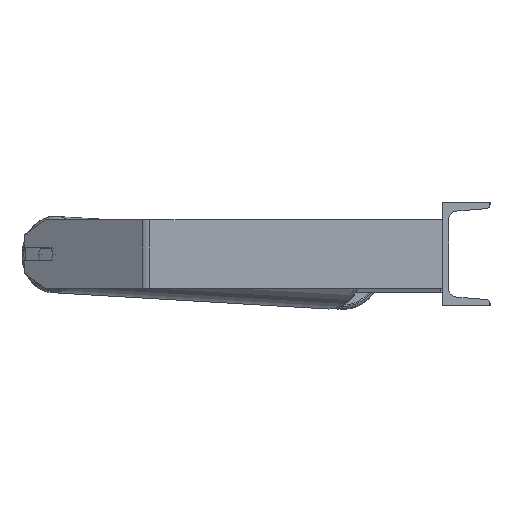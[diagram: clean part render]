
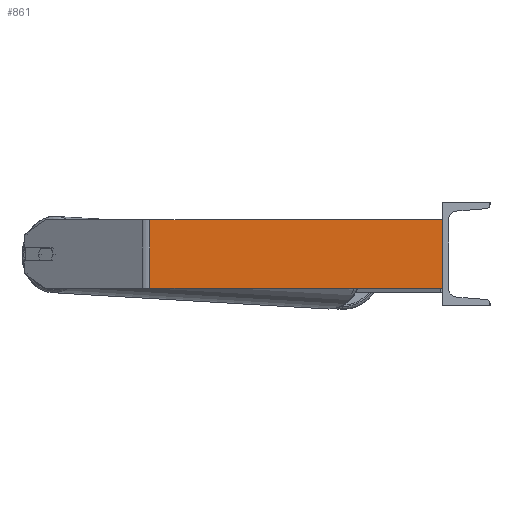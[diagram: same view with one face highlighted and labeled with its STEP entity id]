
A CAD part, left-side view. The second image highlights one B-rep face of the part: STEP entity #861.
In plain terms, the highlighted planar face has unit normal (-1, 0, 0).
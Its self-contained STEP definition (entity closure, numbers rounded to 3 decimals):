
#328 = VECTOR ( 'NONE', #8134, 1000. ) ;
#342 = FACE_OUTER_BOUND ( 'NONE', #7175, .T. ) ;
#375 = CARTESIAN_POINT ( 'NONE',  ( -885., 346.058, -40. ) ) ;
#651 = VERTEX_POINT ( 'NONE', #3386 ) ;
#655 = CARTESIAN_POINT ( 'NONE',  ( -885., 346.058, 40. ) ) ;
#861 = ADVANCED_FACE ( 'NONE', ( #342 ), #5899, .F. ) ;
#1087 = EDGE_CURVE ( 'NONE', #9002, #4835, #3507, .T. ) ;
#1131 = LINE ( 'NONE', #4634, #4240 ) ;
#1285 = EDGE_CURVE ( 'NONE', #4835, #2948, #1131, .T. ) ;
#1392 = EDGE_CURVE ( 'NONE', #651, #2948, #7954, .T. ) ;
#1465 = AXIS2_PLACEMENT_3D ( 'NONE', #7834, #4464, #1690 ) ;
#1690 = DIRECTION ( 'NONE',  ( 0., 1., 0. ) ) ;
#1991 = ORIENTED_EDGE ( 'NONE', *, *, #1392, .T. ) ;
#2469 = ORIENTED_EDGE ( 'NONE', *, *, #2518, .T. ) ;
#2518 = EDGE_CURVE ( 'NONE', #9002, #651, #6074, .T. ) ;
#2621 = DIRECTION ( 'NONE',  ( 0., 0., -1. ) ) ;
#2948 = VERTEX_POINT ( 'NONE', #7155 ) ;
#3185 = DIRECTION ( 'NONE',  ( 0., 0., -1. ) ) ;
#3386 = CARTESIAN_POINT ( 'NONE',  ( -885., 341.013, -40. ) ) ;
#3507 = LINE ( 'NONE', #655, #7443 ) ;
#3862 = CARTESIAN_POINT ( 'NONE',  ( -885., 0., 40. ) ) ;
#4043 = VECTOR ( 'NONE', #2621, 1000. ) ;
#4240 = VECTOR ( 'NONE', #3185, 1000. ) ;
#4464 = DIRECTION ( 'NONE',  ( 1., 0., 0. ) ) ;
#4572 = CARTESIAN_POINT ( 'NONE',  ( -885., 341.013, 40. ) ) ;
#4634 = CARTESIAN_POINT ( 'NONE',  ( -885., 0., 40. ) ) ;
#4835 = VERTEX_POINT ( 'NONE', #3862 ) ;
#5309 = ORIENTED_EDGE ( 'NONE', *, *, #1087, .F. ) ;
#5899 = PLANE ( 'NONE',  #1465 ) ;
#6074 = LINE ( 'NONE', #4572, #4043 ) ;
#7155 = CARTESIAN_POINT ( 'NONE',  ( -885., 0., -40. ) ) ;
#7175 = EDGE_LOOP ( 'NONE', ( #1991, #8925, #5309, #2469 ) ) ;
#7443 = VECTOR ( 'NONE', #7556, 1000. ) ;
#7556 = DIRECTION ( 'NONE',  ( 0., -1., 0. ) ) ;
#7834 = CARTESIAN_POINT ( 'NONE',  ( -885., 346.058, 40. ) ) ;
#7954 = LINE ( 'NONE', #375, #328 ) ;
#8134 = DIRECTION ( 'NONE',  ( 0., -1., 0. ) ) ;
#8173 = CARTESIAN_POINT ( 'NONE',  ( -885., 341.013, 40. ) ) ;
#8925 = ORIENTED_EDGE ( 'NONE', *, *, #1285, .F. ) ;
#9002 = VERTEX_POINT ( 'NONE', #8173 ) ;
